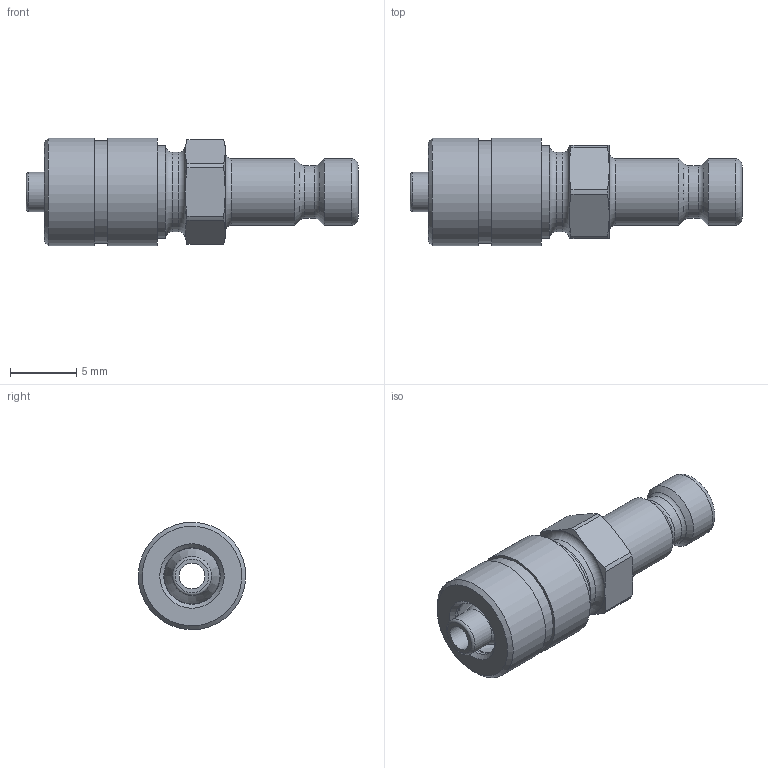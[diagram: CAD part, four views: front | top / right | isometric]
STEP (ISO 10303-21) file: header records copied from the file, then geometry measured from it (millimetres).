
FILE_DESCRIPTION((''),'2;1');
FILE_NAME('20sfko04mxn.stp','2014-09-03T07:19:49',('IA176480'),(''),'Autodesk Inventor 2013','Autodesk Inventor 2013','');
FILE_SCHEMA(('AUTOMOTIVE_DESIGN { 1 0 10303 214 1 1 1 1 }'));
Length unit declared in the file: millimetre
Products named in the file (3): D109602; D109601; D109384
Assembly tree (2 placements, depth 2):
  D109602
    D109601
    D109384
Bounding box: 25 x 8.09 x 8.09 mm (x, y, z)
Volume: 618.5 mm3; surface area: 1107.4 mm2
Topology: 2 solids, 2 shells, 68 faces, 138 edges, 79 vertices
Faces by surface type: cone 22, cylinder 21, plane 15, torus 10
Full cylindrical faces by diameter (mm): 1.95 x1, 2.7 x1, 2.95 x1, 3.5 x1, 3.95 x1, 4.25 x1, 5 x2, 6 x1, 6.2 x1, 6.5 x1, 7 x1, 7.7 x1, 8.1 x2
Entity records: 1658 total; most frequent: CARTESIAN_POINT 303, DIRECTION 292, ORIENTED_EDGE 206, AXIS2_PLACEMENT_3D 140, EDGE_LOOP 112, EDGE_CURVE 103, VERTEX_POINT 79, FACE_OUTER_BOUND 68
